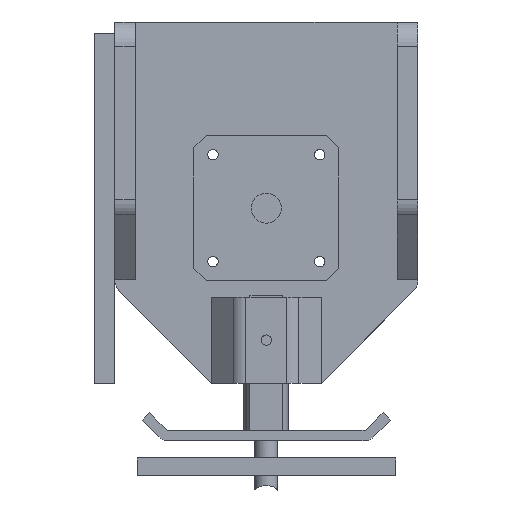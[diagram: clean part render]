
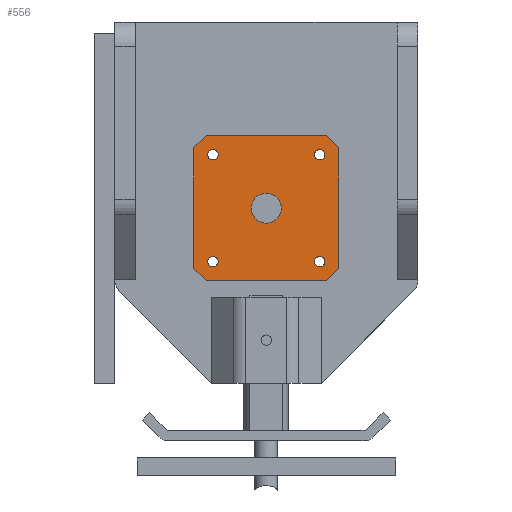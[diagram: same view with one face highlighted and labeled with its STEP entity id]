
A CAD part, left-side view. The second image highlights one B-rep face of the part: STEP entity #556.
In plain terms, the highlighted planar face has unit normal (-1, 0, 0).
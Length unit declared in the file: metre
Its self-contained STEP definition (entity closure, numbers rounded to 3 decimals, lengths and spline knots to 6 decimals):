
#556 = ADVANCED_FACE( '', ( #1243, #1244, #1245, #1246, #1247, #1248 ), #1249, .F. );
#1243 = FACE_BOUND( '', #2049, .T. );
#1244 = FACE_BOUND( '', #2050, .T. );
#1245 = FACE_BOUND( '', #2051, .T. );
#1246 = FACE_BOUND( '', #2052, .T. );
#1247 = FACE_OUTER_BOUND( '', #2053, .T. );
#1248 = FACE_BOUND( '', #2054, .T. );
#1249 = PLANE( '', #2055 );
#2049 = EDGE_LOOP( '', ( #3582 ) );
#2050 = EDGE_LOOP( '', ( #3583 ) );
#2051 = EDGE_LOOP( '', ( #3584 ) );
#2052 = EDGE_LOOP( '', ( #3585 ) );
#2053 = EDGE_LOOP( '', ( #3586, #3587, #3588, #3589, #3590, #3591, #3592, #3593 ) );
#2054 = EDGE_LOOP( '', ( #3594 ) );
#2055 = AXIS2_PLACEMENT_3D( '', #3595, #3596, #3597 );
#3582 = ORIENTED_EDGE( '', *, *, #4489, .T. );
#3583 = ORIENTED_EDGE( '', *, *, #4848, .T. );
#3584 = ORIENTED_EDGE( '', *, *, #4914, .T. );
#3585 = ORIENTED_EDGE( '', *, *, #4842, .T. );
#3586 = ORIENTED_EDGE( '', *, *, #4767, .T. );
#3587 = ORIENTED_EDGE( '', *, *, #4915, .T. );
#3588 = ORIENTED_EDGE( '', *, *, #4591, .F. );
#3589 = ORIENTED_EDGE( '', *, *, #4916, .F. );
#3590 = ORIENTED_EDGE( '', *, *, #4505, .T. );
#3591 = ORIENTED_EDGE( '', *, *, #4523, .F. );
#3592 = ORIENTED_EDGE( '', *, *, #4917, .F. );
#3593 = ORIENTED_EDGE( '', *, *, #4556, .T. );
#3594 = ORIENTED_EDGE( '', *, *, #4918, .T. );
#3595 = CARTESIAN_POINT( '', ( -0.064, 0., 0. ) );
#3596 = DIRECTION( '', ( 1., 0., 0. ) );
#3597 = DIRECTION( '', ( 0., 1., 0. ) );
#4489 = EDGE_CURVE( '', #5409, #5409, #5410, .T. );
#4505 = EDGE_CURVE( '', #5438, #5436, #5439, .T. );
#4523 = EDGE_CURVE( '', #5464, #5436, #5466, .T. );
#4556 = EDGE_CURVE( '', #5520, #5518, #5521, .T. );
#4591 = EDGE_CURVE( '', #5573, #5575, #5576, .T. );
#4767 = EDGE_CURVE( '', #5518, #5846, #5848, .T. );
#4842 = EDGE_CURVE( '', #5950, #5950, #5951, .T. );
#4848 = EDGE_CURVE( '', #5959, #5959, #5960, .T. );
#4914 = EDGE_CURVE( '', #6049, #6049, #6050, .T. );
#4915 = EDGE_CURVE( '', #5846, #5575, #6051, .T. );
#4916 = EDGE_CURVE( '', #5438, #5573, #6052, .T. );
#4917 = EDGE_CURVE( '', #5520, #5464, #6053, .T. );
#4918 = EDGE_CURVE( '', #6054, #6054, #6055, .T. );
#5409 = VERTEX_POINT( '', #6698 );
#5410 = CIRCLE( '', #6699, 0.0015 );
#5436 = VERTEX_POINT( '', #6728 );
#5438 = VERTEX_POINT( '', #6731 );
#5439 = LINE( '', #6732, #6733 );
#5464 = VERTEX_POINT( '', #6770 );
#5466 = LINE( '', #6773, #6774 );
#5518 = VERTEX_POINT( '', #6842 );
#5520 = VERTEX_POINT( '', #6845 );
#5521 = LINE( '', #6846, #6847 );
#5573 = VERTEX_POINT( '', #6919 );
#5575 = VERTEX_POINT( '', #6922 );
#5576 = LINE( '', #6923, #6924 );
#5846 = VERTEX_POINT( '', #7421 );
#5848 = LINE( '', #7424, #7425 );
#5950 = VERTEX_POINT( '', #7567 );
#5951 = CIRCLE( '', #7568, 0.0015 );
#5959 = VERTEX_POINT( '', #7578 );
#5960 = CIRCLE( '', #7579, 0.0015 );
#6049 = VERTEX_POINT( '', #7709 );
#6050 = CIRCLE( '', #7710, 0.0015 );
#6051 = LINE( '', #7711, #7712 );
#6052 = LINE( '', #7713, #7714 );
#6053 = LINE( '', #7715, #7716 );
#6054 = VERTEX_POINT( '', #7717 );
#6055 = CIRCLE( '', #7718, 0.00435 );
#6698 = CARTESIAN_POINT( '', ( -0.064, 0.017, -0.0155 ) );
#6699 = AXIS2_PLACEMENT_3D( '', #8205, #8206, #8207 );
#6728 = CARTESIAN_POINT( '', ( -0.064, -0.0175, 0.021 ) );
#6731 = CARTESIAN_POINT( '', ( -0.064, -0.021, 0.0175 ) );
#6732 = CARTESIAN_POINT( '', ( -0.064, -0.019207, 0.019293 ) );
#6733 = VECTOR( '', #8233, 1. );
#6770 = CARTESIAN_POINT( '', ( -0.064, 0.0175, 0.021 ) );
#6773 = CARTESIAN_POINT( '', ( -0.064, 0., 0.021 ) );
#6774 = VECTOR( '', #8247, 1. );
#6842 = CARTESIAN_POINT( '', ( -0.064, 0.021, -0.0175 ) );
#6845 = CARTESIAN_POINT( '', ( -0.064, 0.021, 0.0175 ) );
#6846 = CARTESIAN_POINT( '', ( -0.064, 0.021, 0.001773 ) );
#6847 = VECTOR( '', #8286, 1. );
#6919 = CARTESIAN_POINT( '', ( -0.064, -0.021, -0.0175 ) );
#6922 = CARTESIAN_POINT( '', ( -0.064, -0.0175, -0.021 ) );
#6923 = CARTESIAN_POINT( '', ( -0.064, -0.019207, -0.019293 ) );
#6924 = VECTOR( '', #8326, 1. );
#7421 = CARTESIAN_POINT( '', ( -0.064, 0.0175, -0.021 ) );
#7424 = CARTESIAN_POINT( '', ( -0.064, 0.019207, -0.019293 ) );
#7425 = VECTOR( '', #8492, 1. );
#7567 = CARTESIAN_POINT( '', ( -0.064, -0.014, 0.0155 ) );
#7568 = AXIS2_PLACEMENT_3D( '', #8569, #8570, #8571 );
#7578 = CARTESIAN_POINT( '', ( -0.064, -0.014, -0.0155 ) );
#7579 = AXIS2_PLACEMENT_3D( '', #8577, #8578, #8579 );
#7709 = CARTESIAN_POINT( '', ( -0.064, 0.017, 0.0155 ) );
#7710 = AXIS2_PLACEMENT_3D( '', #8651, #8652, #8653 );
#7711 = CARTESIAN_POINT( '', ( -0.064, 0., -0.021 ) );
#7712 = VECTOR( '', #8654, 1. );
#7713 = CARTESIAN_POINT( '', ( -0.064, -0.021, 0.001773 ) );
#7714 = VECTOR( '', #8655, 1. );
#7715 = CARTESIAN_POINT( '', ( -0.064, 0.019207, 0.019293 ) );
#7716 = VECTOR( '', #8656, 1. );
#7717 = CARTESIAN_POINT( '', ( -0.064, 0.00435, 0. ) );
#7718 = AXIS2_PLACEMENT_3D( '', #8657, #8658, #8659 );
#8205 = CARTESIAN_POINT( '', ( -0.064, 0.0155, -0.0155 ) );
#8206 = DIRECTION( '', ( 1., 0., 0. ) );
#8207 = DIRECTION( '', ( 0., 1., 0. ) );
#8233 = DIRECTION( '', ( 0., 0.707, 0.707 ) );
#8247 = DIRECTION( '', ( 0., -1., 0. ) );
#8286 = DIRECTION( '', ( 0., 0., -1. ) );
#8326 = DIRECTION( '', ( 0., 0.707, -0.707 ) );
#8492 = DIRECTION( '', ( 0., -0.707, -0.707 ) );
#8569 = CARTESIAN_POINT( '', ( -0.064, -0.0155, 0.0155 ) );
#8570 = DIRECTION( '', ( 1., 0., 0. ) );
#8571 = DIRECTION( '', ( 0., 1., 0. ) );
#8577 = CARTESIAN_POINT( '', ( -0.064, -0.0155, -0.0155 ) );
#8578 = DIRECTION( '', ( 1., 0., 0. ) );
#8579 = DIRECTION( '', ( 0., 1., 0. ) );
#8651 = CARTESIAN_POINT( '', ( -0.064, 0.0155, 0.0155 ) );
#8652 = DIRECTION( '', ( 1., 0., 0. ) );
#8653 = DIRECTION( '', ( 0., 1., 0. ) );
#8654 = DIRECTION( '', ( 0., -1., 0. ) );
#8655 = DIRECTION( '', ( 0., 0., -1. ) );
#8656 = DIRECTION( '', ( 0., -0.707, 0.707 ) );
#8657 = CARTESIAN_POINT( '', ( -0.064, 0., 0. ) );
#8658 = DIRECTION( '', ( 1., 0., 0. ) );
#8659 = DIRECTION( '', ( 0., 1., 0. ) );
